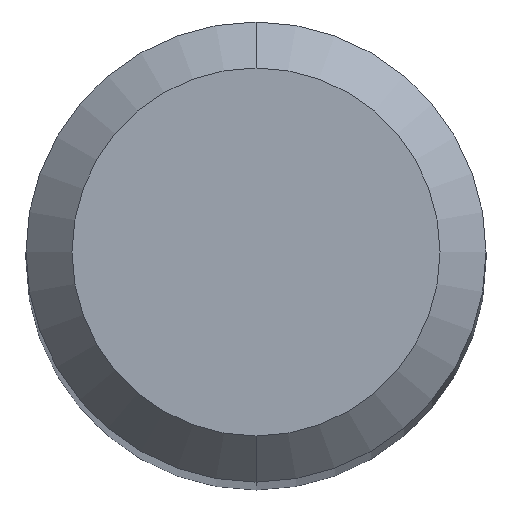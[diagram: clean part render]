
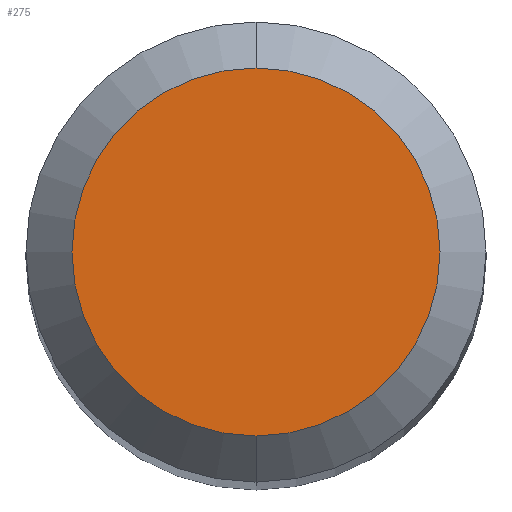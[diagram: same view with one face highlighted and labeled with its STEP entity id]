
A CAD part, top view. The second image highlights one B-rep face of the part: STEP entity #275.
In plain terms, the highlighted planar face has unit normal (0, 0, 1).
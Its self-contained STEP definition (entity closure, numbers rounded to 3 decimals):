
#239=VERTEX_POINT('',#548);
#249=EDGE_CURVE('',#259,#239,#559,.T.);
#259=VERTEX_POINT('',#571);
#275=ADVANCED_FACE('',(#588),#589,.T.);
#357=EDGE_CURVE('',#239,#259,#678,.T.);
#548=CARTESIAN_POINT('',(0.0,1.2,0.));
#559=CIRCLE('',#955,1.2);
#571=CARTESIAN_POINT('',(0.,-1.2,0.));
#588=FACE_OUTER_BOUND('',#990,.T.);
#589=PLANE('',#991);
#678=CIRCLE('',#1160,1.2);
#955=AXIS2_PLACEMENT_3D('',#1499,#1500,#1501);
#990=EDGE_LOOP('',(#1535,#1536));
#991=AXIS2_PLACEMENT_3D('',#1537,#1538,#1539);
#1160=AXIS2_PLACEMENT_3D('',#1631,#1632,#1633);
#1499=CARTESIAN_POINT('',(0.0,0.0,0.));
#1500=DIRECTION('',(0.0,0.0,-1.0));
#1501=DIRECTION('',(0.0,1.0,0.0));
#1535=ORIENTED_EDGE('',*,*,#357,.F.);
#1536=ORIENTED_EDGE('',*,*,#249,.F.);
#1537=CARTESIAN_POINT('',(0.0,0.6,0.));
#1538=DIRECTION('',(-0.0,0.0,1.0));
#1539=DIRECTION('',(0.0,-1.0,0.0));
#1631=CARTESIAN_POINT('',(0.0,0.0,0.));
#1632=DIRECTION('',(0.0,0.0,-1.0));
#1633=DIRECTION('',(0.0,1.0,0.0));
